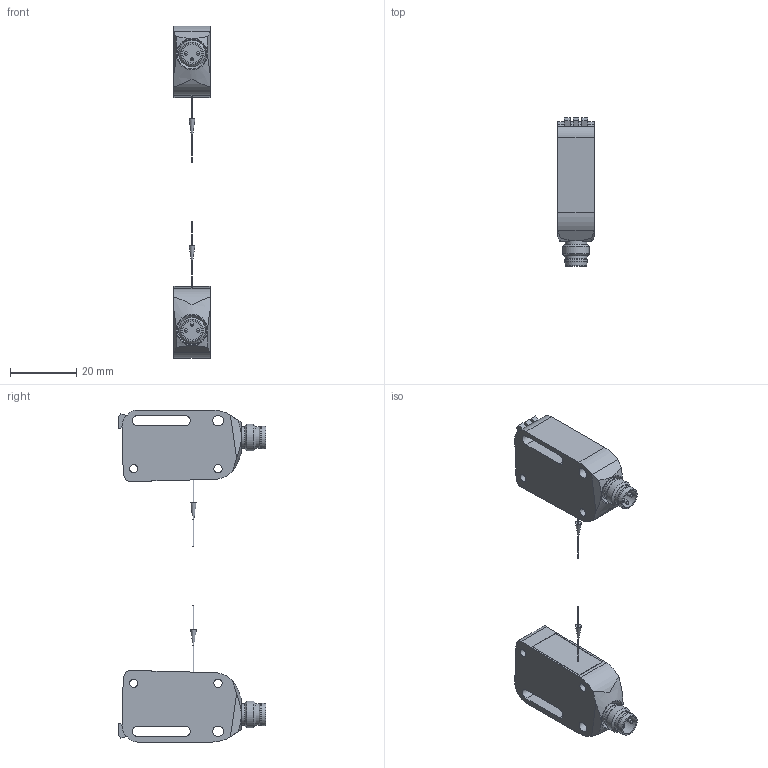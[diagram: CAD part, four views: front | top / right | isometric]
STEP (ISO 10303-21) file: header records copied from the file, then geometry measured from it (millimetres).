
FILE_DESCRIPTION(/* description */ ('STEP AP214'),/* implementation_level */ '2;1');
FILE_NAME(/* name */ '8075671_SOOE-TB-L-PNLK-T',/* time_stamp */ '2024-09-15T10:22:04+02:00',/* author */ ('License CC BY-ND 4.0'),/* organization */ ('CADENAS'),/* preprocessor_version */ 'ST-DEVELOPER v19.3',/* originating_system */ 'PARTsolutions',/* authorisation */ ' ');
FILE_SCHEMA (('AUTOMOTIVE_DESIGN {1 0 10303 214 3 1 1}'));
Length unit declared in the file: millimetre
Products named in the file (5): 8075671 SOOE-TB-L-PNLK-T---(high0); 8075671 SOOE-TB-L-PNLK-T---(high_pR); Light-Beam-2-20-0.3; 8075671 SOOE-TB-L-PNLK-T---(high_pE); Light-Beam-1-20-0.3
Assembly tree (4 placements, depth 2):
  8075671 SOOE-TB-L-PNLK-T---(high0)
    8075671 SOOE-TB-L-PNLK-T---(high_pR)
    Light-Beam-2-20-0.3
    8075671 SOOE-TB-L-PNLK-T---(high_pE)
    Light-Beam-1-20-0.3
Bounding box: 11 x 44.47 x 100 mm (x, y, z)
Volume: 14595.8 mm3; surface area: 7291.8 mm2
Topology: 4 solids, 4 shells, 260 faces, 658 edges, 432 vertices
Faces by surface type: plane 156, cylinder 74, cone 22, torus 6, sphere 2
Full cylindrical faces by diameter (mm): 0.3 x4, 1 x6, 2.459 x4, 3.2 x2, 5.75 x2, 6.5 x4, 6.9 x4, 8 x2
Entity records: 9525 total; most frequent: CARTESIAN_POINT 1427, DIRECTION 1318, ORIENTED_EDGE 1220, EDGE_CURVE 610, AXIS2_PLACEMENT_3D 477, VERTEX_POINT 430, LINE 364, VECTOR 364
